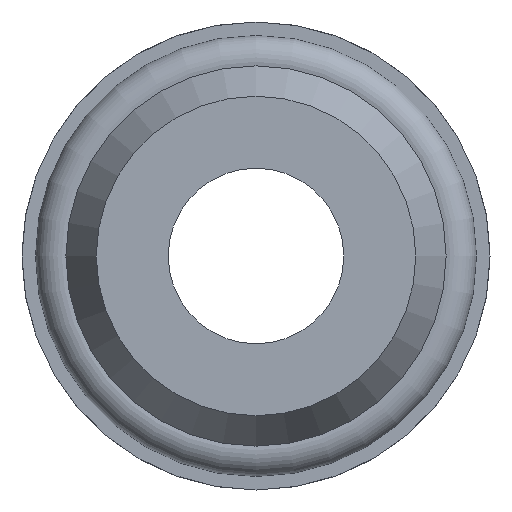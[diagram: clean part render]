
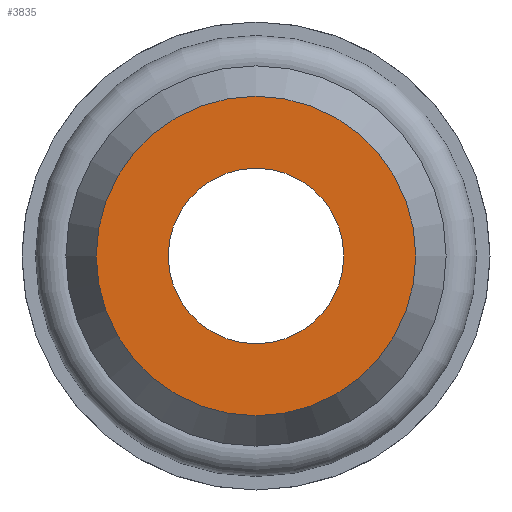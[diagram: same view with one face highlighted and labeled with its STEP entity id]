
A CAD part, front view. The second image highlights one B-rep face of the part: STEP entity #3835.
In plain terms, the highlighted planar face has unit normal (0, -1, 0).
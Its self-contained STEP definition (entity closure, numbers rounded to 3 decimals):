
#238=PLANE('',#4009);
#1225=ORIENTED_EDGE('',*,*,#1684,.F.);
#1226=ORIENTED_EDGE('',*,*,#1849,.T.);
#1684=EDGE_CURVE('',#2060,#2060,#2201,.T.);
#1849=EDGE_CURVE('',#2152,#2152,#2207,.T.);
#2060=VERTEX_POINT('',#6153);
#2152=VERTEX_POINT('',#7707);
#2201=CIRCLE('',#3957,3.);
#2207=CIRCLE('',#4010,5.461);
#2321=EDGE_LOOP('',(#1225));
#2322=EDGE_LOOP('',(#1226));
#2520=FACE_BOUND('',#2321,.T.);
#2521=FACE_BOUND('',#2322,.T.);
#3835=ADVANCED_FACE('',(#2520,#2521),#238,.T.);
#3957=AXIS2_PLACEMENT_3D('',#6152,#4229,#4230);
#4009=AXIS2_PLACEMENT_3D('',#7705,#4451,#4452);
#4010=AXIS2_PLACEMENT_3D('',#7706,#4453,#4454);
#4229=DIRECTION('',(0.,-1.,0.));
#4230=DIRECTION('',(0.,0.,-1.));
#4451=DIRECTION('',(0.,-1.,0.));
#4452=DIRECTION('',(0.,0.,-1.));
#4453=DIRECTION('',(0.,-1.,0.));
#4454=DIRECTION('',(0.,0.,-1.));
#6152=CARTESIAN_POINT('',(0.,0.,0.));
#6153=CARTESIAN_POINT('',(0.,0.,-3.));
#7705=CARTESIAN_POINT('',(0.,0.,0.));
#7706=CARTESIAN_POINT('',(0.,0.,0.));
#7707=CARTESIAN_POINT('',(0.,0.,-5.461));
